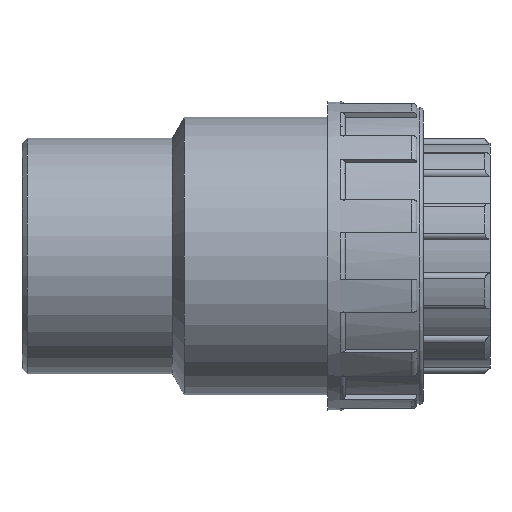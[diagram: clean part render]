
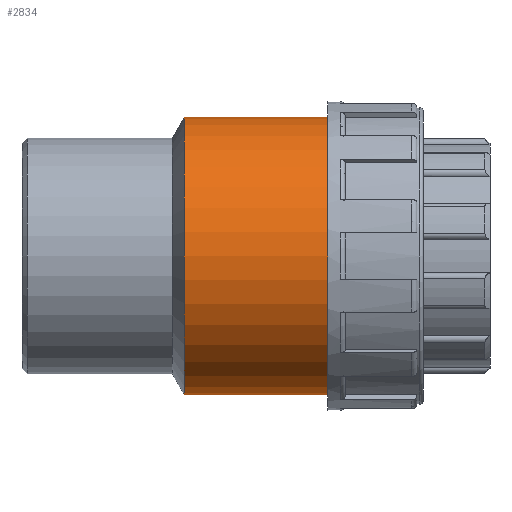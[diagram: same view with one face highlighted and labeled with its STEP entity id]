
A CAD part, front view. The second image highlights one B-rep face of the part: STEP entity #2834.
In plain terms, the highlighted cylindrical face has radius 74.25 mm (diameter 148.5 mm), a full revolution.
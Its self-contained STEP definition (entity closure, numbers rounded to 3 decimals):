
#33=FACE_BOUND('',#496,.T.);
#34=FACE_BOUND('',#497,.T.);
#311=FACE_OUTER_BOUND('',#495,.T.);
#495=EDGE_LOOP('',(#2607));
#496=EDGE_LOOP('',(#2608));
#497=EDGE_LOOP('',(#2609));
#687=CIRCLE('',#3183,74.25);
#688=CIRCLE('',#3185,74.25);
#1039=B_SPLINE_CURVE_WITH_KNOTS('',3,(#4658,#4659,#4660,#4661,#4662,#4663,
#4664,#4665,#4666,#4667,#4668,#4669,#4670,#4671,#4672,#4673,#4674,#4675,
#4676,#4677,#4678,#4679,#4680,#4681,#4682,#4683,#4684,#4685,#4686,#4687,
#4688,#4689,#4690,#4691,#4692,#4693,#4694,#4695,#4696,#4697,#4698,#4699,
#4700,#4701,#4702,#4703,#4704,#4705,#4706,#4707,#4708,#4709,#4710,#4711,
#4712,#4713,#4714,#4715,#4716,#4717,#4718,#4719,#4720,#4721,#4722,#4723),
 .UNSPECIFIED.,.T.,.F.,(4,2,2,2,2,2,2,2,2,2,2,2,2,2,2,2,2,2,2,2,2,2,2,2,
2,2,2,2,2,2,2,2,4),(0.,0.47,0.94,1.411,
1.881,2.351,2.821,3.291,3.761,
4.23,4.7,5.17,5.64,6.111,
6.581,7.051,7.521,7.991,8.461,
8.932,9.402,9.872,10.342,10.812,
11.282,11.752,12.221,12.691,13.161,
13.632,14.102,14.572,15.042),
 .UNSPECIFIED.);
#1203=VERTEX_POINT('',#4657);
#1360=VERTEX_POINT('',#5625);
#1361=VERTEX_POINT('',#5628);
#1549=EDGE_CURVE('',#1203,#1203,#1039,.T.);
#1778=EDGE_CURVE('',#1360,#1360,#687,.T.);
#1779=EDGE_CURVE('',#1361,#1361,#688,.T.);
#2607=ORIENTED_EDGE('',*,*,#1779,.F.);
#2608=ORIENTED_EDGE('',*,*,#1549,.T.);
#2609=ORIENTED_EDGE('',*,*,#1778,.T.);
#2671=CYLINDRICAL_SURFACE('',#3184,74.25);
#2834=ADVANCED_FACE('',(#311,#33,#34),#2671,.T.);
#3183=AXIS2_PLACEMENT_3D('',#5626,#4042,#4043);
#3184=AXIS2_PLACEMENT_3D('',#5627,#4044,#4045);
#3185=AXIS2_PLACEMENT_3D('',#5629,#4046,#4047);
#4042=DIRECTION('center_axis',(1.,0.,0.));
#4043=DIRECTION('ref_axis',(0.,0.,-1.));
#4044=DIRECTION('center_axis',(1.,0.,0.));
#4045=DIRECTION('ref_axis',(0.,1.,0.));
#4046=DIRECTION('center_axis',(1.,0.,0.));
#4047=DIRECTION('ref_axis',(0.,0.,-1.));
#4657=CARTESIAN_POINT('',(0.,70.004,-24.75));
#4658=CARTESIAN_POINT('Ctrl Pts',(0.,70.004,
-24.75));
#4659=CARTESIAN_POINT('Ctrl Pts',(1.567,70.004,-24.75));
#4660=CARTESIAN_POINT('Ctrl Pts',(3.184,70.058,-24.599));
#4661=CARTESIAN_POINT('Ctrl Pts',(6.391,70.277,-23.966));
#4662=CARTESIAN_POINT('Ctrl Pts',(7.982,70.441,-23.485));
#4663=CARTESIAN_POINT('Ctrl Pts',(11.027,70.851,-22.219));
#4664=CARTESIAN_POINT('Ctrl Pts',(12.484,71.096,-21.433));
#4665=CARTESIAN_POINT('Ctrl Pts',(15.174,71.617,-19.62));
#4666=CARTESIAN_POINT('Ctrl Pts',(16.409,71.893,-18.593));
#4667=CARTESIAN_POINT('Ctrl Pts',(18.593,72.423,-16.409));
#4668=CARTESIAN_POINT('Ctrl Pts',(19.619,72.696,-15.175));
#4669=CARTESIAN_POINT('Ctrl Pts',(21.432,73.206,-12.484));
#4670=CARTESIAN_POINT('Ctrl Pts',(22.219,73.443,-11.027));
#4671=CARTESIAN_POINT('Ctrl Pts',(23.486,73.836,-7.982));
#4672=CARTESIAN_POINT('Ctrl Pts',(23.967,73.992,-6.39));
#4673=CARTESIAN_POINT('Ctrl Pts',(24.599,74.199,-3.183));
#4674=CARTESIAN_POINT('Ctrl Pts',(24.75,74.25,-1.567));
#4675=CARTESIAN_POINT('Ctrl Pts',(24.75,74.25,1.567));
#4676=CARTESIAN_POINT('Ctrl Pts',(24.599,74.199,3.183));
#4677=CARTESIAN_POINT('Ctrl Pts',(23.967,73.992,6.39));
#4678=CARTESIAN_POINT('Ctrl Pts',(23.486,73.836,7.982));
#4679=CARTESIAN_POINT('Ctrl Pts',(22.219,73.443,11.027));
#4680=CARTESIAN_POINT('Ctrl Pts',(21.432,73.206,12.484));
#4681=CARTESIAN_POINT('Ctrl Pts',(19.619,72.696,15.175));
#4682=CARTESIAN_POINT('Ctrl Pts',(18.593,72.423,16.409));
#4683=CARTESIAN_POINT('Ctrl Pts',(16.409,71.893,18.593));
#4684=CARTESIAN_POINT('Ctrl Pts',(15.174,71.617,19.62));
#4685=CARTESIAN_POINT('Ctrl Pts',(12.484,71.096,21.433));
#4686=CARTESIAN_POINT('Ctrl Pts',(11.027,70.851,22.219));
#4687=CARTESIAN_POINT('Ctrl Pts',(7.982,70.441,23.485));
#4688=CARTESIAN_POINT('Ctrl Pts',(6.391,70.277,23.966));
#4689=CARTESIAN_POINT('Ctrl Pts',(3.184,70.058,24.599));
#4690=CARTESIAN_POINT('Ctrl Pts',(1.567,70.004,24.75));
#4691=CARTESIAN_POINT('Ctrl Pts',(-1.567,70.004,24.75));
#4692=CARTESIAN_POINT('Ctrl Pts',(-3.184,70.058,24.599));
#4693=CARTESIAN_POINT('Ctrl Pts',(-6.391,70.277,23.966));
#4694=CARTESIAN_POINT('Ctrl Pts',(-7.982,70.441,23.485));
#4695=CARTESIAN_POINT('Ctrl Pts',(-11.027,70.851,22.219));
#4696=CARTESIAN_POINT('Ctrl Pts',(-12.484,71.096,21.433));
#4697=CARTESIAN_POINT('Ctrl Pts',(-15.174,71.617,19.62));
#4698=CARTESIAN_POINT('Ctrl Pts',(-16.409,71.893,18.593));
#4699=CARTESIAN_POINT('Ctrl Pts',(-18.593,72.423,16.409));
#4700=CARTESIAN_POINT('Ctrl Pts',(-19.619,72.696,15.175));
#4701=CARTESIAN_POINT('Ctrl Pts',(-21.432,73.206,12.484));
#4702=CARTESIAN_POINT('Ctrl Pts',(-22.219,73.443,11.027));
#4703=CARTESIAN_POINT('Ctrl Pts',(-23.486,73.836,7.982));
#4704=CARTESIAN_POINT('Ctrl Pts',(-23.967,73.992,6.39));
#4705=CARTESIAN_POINT('Ctrl Pts',(-24.599,74.199,3.183));
#4706=CARTESIAN_POINT('Ctrl Pts',(-24.75,74.25,1.567));
#4707=CARTESIAN_POINT('Ctrl Pts',(-24.75,74.25,-1.567));
#4708=CARTESIAN_POINT('Ctrl Pts',(-24.599,74.199,-3.183));
#4709=CARTESIAN_POINT('Ctrl Pts',(-23.967,73.992,-6.39));
#4710=CARTESIAN_POINT('Ctrl Pts',(-23.486,73.836,-7.982));
#4711=CARTESIAN_POINT('Ctrl Pts',(-22.219,73.443,-11.027));
#4712=CARTESIAN_POINT('Ctrl Pts',(-21.432,73.206,-12.484));
#4713=CARTESIAN_POINT('Ctrl Pts',(-19.619,72.696,-15.175));
#4714=CARTESIAN_POINT('Ctrl Pts',(-18.593,72.423,-16.409));
#4715=CARTESIAN_POINT('Ctrl Pts',(-16.409,71.893,-18.593));
#4716=CARTESIAN_POINT('Ctrl Pts',(-15.174,71.617,-19.62));
#4717=CARTESIAN_POINT('Ctrl Pts',(-12.484,71.096,-21.433));
#4718=CARTESIAN_POINT('Ctrl Pts',(-11.027,70.851,-22.219));
#4719=CARTESIAN_POINT('Ctrl Pts',(-7.982,70.441,-23.485));
#4720=CARTESIAN_POINT('Ctrl Pts',(-6.391,70.277,-23.966));
#4721=CARTESIAN_POINT('Ctrl Pts',(-3.184,70.058,-24.599));
#4722=CARTESIAN_POINT('Ctrl Pts',(-1.567,70.004,-24.75));
#4723=CARTESIAN_POINT('Ctrl Pts',(0.,70.004,-24.75));
#5625=CARTESIAN_POINT('',(-38.3,74.25,0.));
#5626=CARTESIAN_POINT('Origin',(-38.3,0.,0.));
#5627=CARTESIAN_POINT('Origin',(0.,0.,0.));
#5628=CARTESIAN_POINT('',(38.3,74.25,0.));
#5629=CARTESIAN_POINT('Origin',(38.3,0.,0.));
